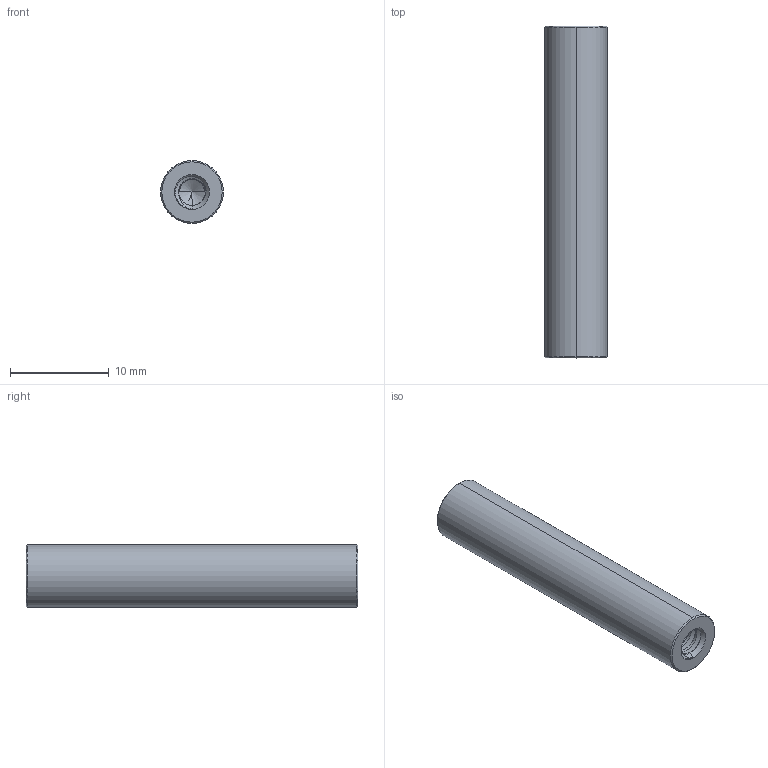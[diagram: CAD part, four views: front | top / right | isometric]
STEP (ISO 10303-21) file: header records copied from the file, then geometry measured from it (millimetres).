
FILE_DESCRIPTION (( 'STEP AP203' ), '1' );
FILE_NAME ('633136.STEP', '2017-06-28T19:51:14', ( '' ), ( '' ), 'SwSTEP 2.0', 'SolidWorks 2016', '' );
FILE_SCHEMA (( 'CONFIG_CONTROL_DESIGN' ));
Length unit declared in the file: inch
Products named in the file (1): 633136
Bounding box: 6.34 x 33.53 x 6.34 mm (x, y, z)
Volume: 956.5 mm3; surface area: 922.7 mm2
Topology: 1 solids, 1 shells, 94 faces, 265 edges, 169 vertices
Faces by surface type: cylinder 71, cone 17, bspline 4, plane 2
Entity records: 6026 total; most frequent: CARTESIAN_POINT 3931, ORIENTED_EDGE 518, DIRECTION 323, EDGE_CURVE 259, VERTEX_POINT 169, AXIS2_PLACEMENT_3D 120, EDGE_LOOP 96, ADVANCED_FACE 94
